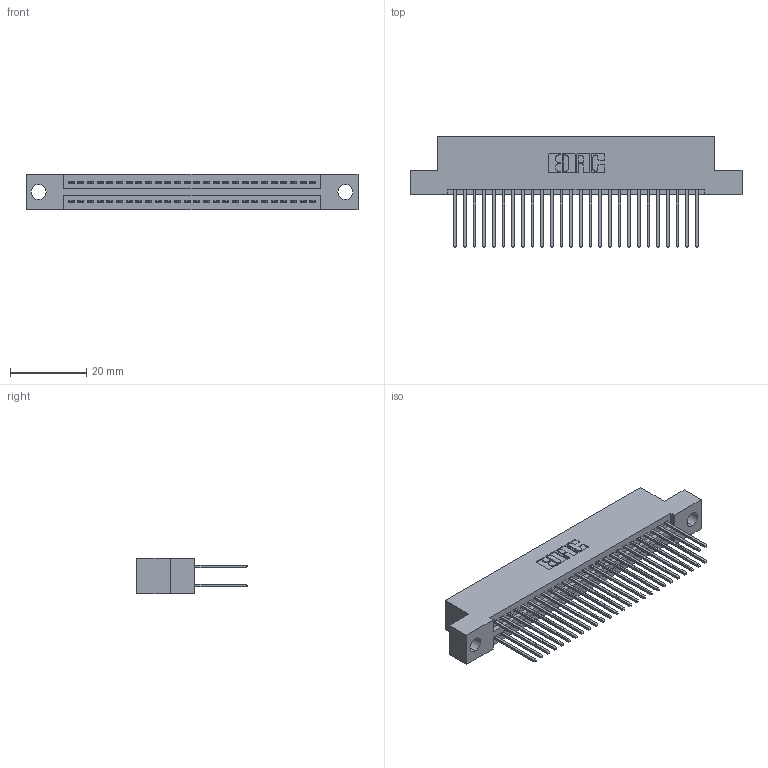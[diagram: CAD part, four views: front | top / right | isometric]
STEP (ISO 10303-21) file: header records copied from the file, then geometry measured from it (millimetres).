
FILE_DESCRIPTION (( 'STEP AP203' ), '1' );
FILE_NAME ('395-052-540-204.STEP', '2021-06-17T00:16:41', ( '' ), ( '' ), 'SwSTEP 2.0', 'SolidWorks 2020', '' );
FILE_SCHEMA (( 'CONFIG_CONTROL_DESIGN' ));
Length unit declared in the file: inch
Products named in the file (3): 345-292-001_345-293-140; 395-052-540-204; 345 Part_Flush Mounting Lugs - 0.156 Dia-TI
Assembly tree (53 placements, depth 2):
  395-052-540-204
    345 Part_Flush Mounting Lugs - 0.156 Dia-TI
    345-292-001_345-293-140  x52
Bounding box: 87.25 x 29.13 x 9.4 mm (x, y, z)
Volume: 8418.1 mm3; surface area: 12899.7 mm2
Topology: 53 solids, 53 shells, 2740 faces, 8125 edges, 5346 vertices
Faces by surface type: plane 1810, cylinder 930
Entity records: 22991 total; most frequent: CARTESIAN_POINT 3874, ORIENTED_EDGE 3806, DIRECTION 3435, EDGE_CURVE 1903, VECTOR 1667, LINE 1667, VERTEX_POINT 1266, AXIS2_PLACEMENT_3D 884
